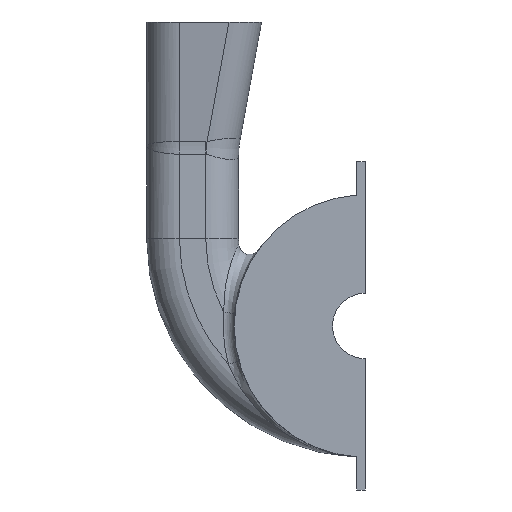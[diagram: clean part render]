
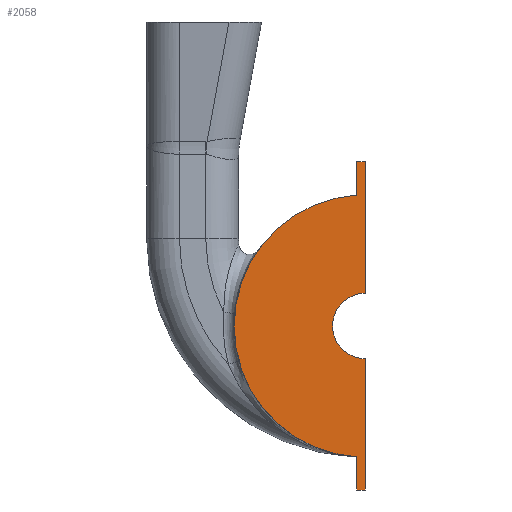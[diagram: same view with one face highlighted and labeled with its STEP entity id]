
A CAD part, left-side view. The second image highlights one B-rep face of the part: STEP entity #2058.
In plain terms, the highlighted planar face has unit normal (-1, 0, 0).
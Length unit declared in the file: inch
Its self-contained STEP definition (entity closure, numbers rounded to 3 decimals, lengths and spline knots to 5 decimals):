
#171 = CIRCLE ( 'NONE', #3946, 6. ) ;
#243 = EDGE_CURVE ( 'NONE', #2106, #627, #2681, .T. ) ;
#312 = DIRECTION ( 'NONE',  ( 0., 0., -1. ) ) ;
#343 = CARTESIAN_POINT ( 'NONE',  ( -4., 0.4, 0. ) ) ;
#398 = ORIENTED_EDGE ( 'NONE', *, *, #2990, .T. ) ;
#511 = ORIENTED_EDGE ( 'NONE', *, *, #1986, .F. ) ;
#584 = AXIS2_PLACEMENT_3D ( 'NONE', #4367, #2570, #4419 ) ;
#627 = VERTEX_POINT ( 'NONE', #2470 ) ;
#677 = VECTOR ( 'NONE', #5589, 39.37008 ) ;
#701 = DIRECTION ( 'NONE',  ( 0., 0., -1. ) ) ;
#857 = VECTOR ( 'NONE', #4037, 39.37008 ) ;
#1016 = CARTESIAN_POINT ( 'NONE',  ( -4., 0., -7.5 ) ) ;
#1017 = CARTESIAN_POINT ( 'NONE',  ( -4., 0., 0. ) ) ;
#1243 = LINE ( 'NONE', #4454, #4129 ) ;
#1416 = DIRECTION ( 'NONE',  ( 0., 0., -1. ) ) ;
#1547 = ORIENTED_EDGE ( 'NONE', *, *, #243, .T. ) ;
#1675 = DIRECTION ( 'NONE',  ( 0., 1., 0. ) ) ;
#1787 = LINE ( 'NONE', #343, #857 ) ;
#1960 = EDGE_CURVE ( 'NONE', #4205, #2943, #1787, .T. ) ;
#1986 = EDGE_CURVE ( 'NONE', #3300, #2943, #5914, .T. ) ;
#1996 = ORIENTED_EDGE ( 'NONE', *, *, #4101, .T. ) ;
#2058 = ADVANCED_FACE ( 'NONE', ( #3036 ), #4872, .F. ) ;
#2085 = EDGE_LOOP ( 'NONE', ( #2697, #1547, #2410, #398, #1996, #4125, #3399, #511 ) ) ;
#2106 = VERTEX_POINT ( 'NONE', #4090 ) ;
#2410 = ORIENTED_EDGE ( 'NONE', *, *, #3640, .F. ) ;
#2470 = CARTESIAN_POINT ( 'NONE',  ( -4., 0., 1.5 ) ) ;
#2538 = CARTESIAN_POINT ( 'NONE',  ( -4., 0., 7.5 ) ) ;
#2541 = CARTESIAN_POINT ( 'NONE',  ( -4., 0.4, -5.98665 ) ) ;
#2570 = DIRECTION ( 'NONE',  ( 1., 0., 0. ) ) ;
#2681 = CIRCLE ( 'NONE', #3368, 1.5 ) ;
#2697 = ORIENTED_EDGE ( 'NONE', *, *, #3717, .F. ) ;
#2813 = CARTESIAN_POINT ( 'NONE',  ( -4., 0.4, 7.5 ) ) ;
#2821 = VERTEX_POINT ( 'NONE', #2813 ) ;
#2943 = VERTEX_POINT ( 'NONE', #4891 ) ;
#2990 = EDGE_CURVE ( 'NONE', #4341, #2821, #5289, .T. ) ;
#3036 = FACE_OUTER_BOUND ( 'NONE', #2085, .T. ) ;
#3099 = VERTEX_POINT ( 'NONE', #5500 ) ;
#3300 = VERTEX_POINT ( 'NONE', #1016 ) ;
#3331 = DIRECTION ( 'NONE',  ( 1., 0., 0. ) ) ;
#3368 = AXIS2_PLACEMENT_3D ( 'NONE', #1017, #5902, #5437 ) ;
#3399 = ORIENTED_EDGE ( 'NONE', *, *, #1960, .T. ) ;
#3485 = LINE ( 'NONE', #4760, #5785 ) ;
#3603 = CARTESIAN_POINT ( 'NONE',  ( -4., 0., -7.5 ) ) ;
#3640 = EDGE_CURVE ( 'NONE', #4341, #627, #1243, .T. ) ;
#3717 = EDGE_CURVE ( 'NONE', #2106, #3300, #5053, .T. ) ;
#3917 = EDGE_CURVE ( 'NONE', #4205, #3099, #171, .T. ) ;
#3946 = AXIS2_PLACEMENT_3D ( 'NONE', #4594, #3331, #1416 ) ;
#4037 = DIRECTION ( 'NONE',  ( 0., 0., -1. ) ) ;
#4069 = DIRECTION ( 'NONE',  ( 0., 0., -1. ) ) ;
#4090 = CARTESIAN_POINT ( 'NONE',  ( -4., 0., -1.5 ) ) ;
#4101 = EDGE_CURVE ( 'NONE', #2821, #3099, #3485, .T. ) ;
#4125 = ORIENTED_EDGE ( 'NONE', *, *, #3917, .F. ) ;
#4129 = VECTOR ( 'NONE', #312, 39.37008 ) ;
#4205 = VERTEX_POINT ( 'NONE', #2541 ) ;
#4341 = VERTEX_POINT ( 'NONE', #5939 ) ;
#4367 = CARTESIAN_POINT ( 'NONE',  ( -4., 0., 0. ) ) ;
#4419 = DIRECTION ( 'NONE',  ( 0., 0., -1. ) ) ;
#4454 = CARTESIAN_POINT ( 'NONE',  ( -4., 0., 6. ) ) ;
#4571 = CARTESIAN_POINT ( 'NONE',  ( -4., 0., 6. ) ) ;
#4594 = CARTESIAN_POINT ( 'NONE',  ( -4., 0., 0. ) ) ;
#4760 = CARTESIAN_POINT ( 'NONE',  ( -4., 0.4, 0. ) ) ;
#4872 = PLANE ( 'NONE',  #584 ) ;
#4891 = CARTESIAN_POINT ( 'NONE',  ( -4., 0.4, -7.5 ) ) ;
#5053 = LINE ( 'NONE', #4571, #5575 ) ;
#5289 = LINE ( 'NONE', #2538, #5887 ) ;
#5437 = DIRECTION ( 'NONE',  ( 0., 0., -1. ) ) ;
#5500 = CARTESIAN_POINT ( 'NONE',  ( -4., 0.4, 5.98665 ) ) ;
#5575 = VECTOR ( 'NONE', #4069, 39.37008 ) ;
#5589 = DIRECTION ( 'NONE',  ( 0., 1., 0. ) ) ;
#5785 = VECTOR ( 'NONE', #701, 39.37008 ) ;
#5887 = VECTOR ( 'NONE', #1675, 39.37008 ) ;
#5902 = DIRECTION ( 'NONE',  ( 1., 0., 0. ) ) ;
#5914 = LINE ( 'NONE', #3603, #677 ) ;
#5939 = CARTESIAN_POINT ( 'NONE',  ( -4., 0., 7.5 ) ) ;
